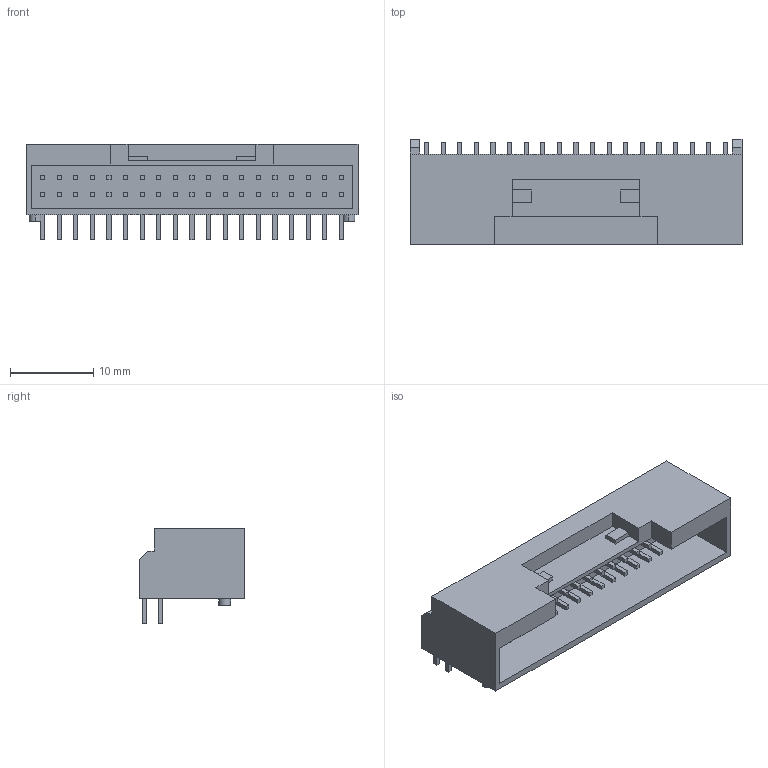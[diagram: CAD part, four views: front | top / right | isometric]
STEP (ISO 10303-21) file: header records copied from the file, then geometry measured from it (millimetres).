
FILE_DESCRIPTION(('FreeCAD Model'),'2;1');
FILE_NAME('JST_PUD_S38B-PUDSS-1_2x19x2.00mm_Angled.STEP','2016-03-20T17:20:20',( 'Author'),(''),'Open CASCADE STEP processor 6.8','FreeCAD','Unknown' );
FILE_SCHEMA(('AUTOMOTIVE_DESIGN_CC2 { 1 2 10303 214 -1 1 5 4 }'));
Length unit declared in the file: millimetre
Products named in the file (1): S38B-PUDSS-1
Bounding box: 40 x 12.7 x 11.5 mm (x, y, z)
Volume: 1537 mm3; surface area: 3382.8 mm2
Topology: 1 solids, 1 shells, 500 faces, 1260 edges, 840 vertices
Faces by surface type: plane 496, cylinder 4
Entity records: 34929 total; most frequent: CARTESIAN_POINT 5529, DIRECTION 4770, LINE 3748, VECTOR 3748, ORIENTED_EDGE 2520, PCURVE 2520, DEFINITIONAL_REPRESENTATION 2520, EDGE_CURVE 1260
